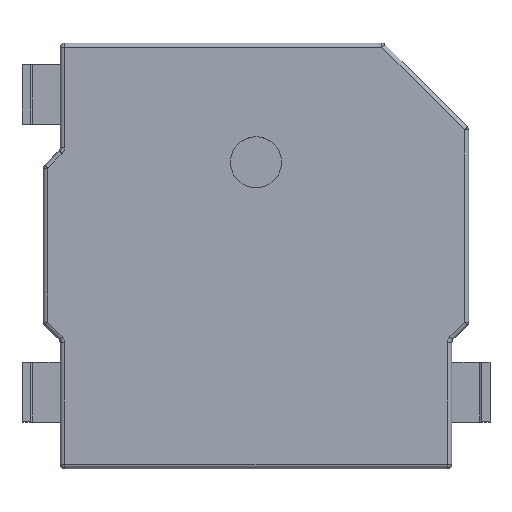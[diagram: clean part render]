
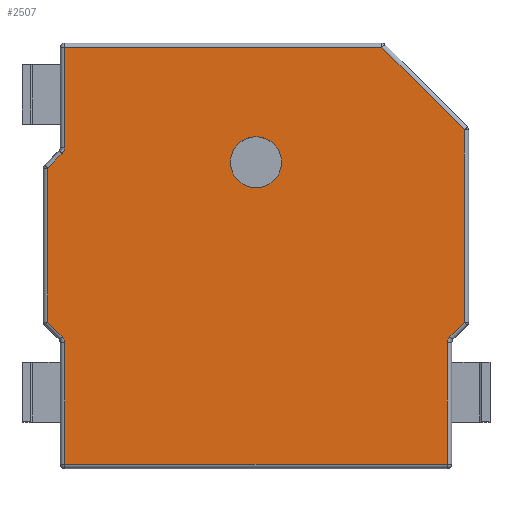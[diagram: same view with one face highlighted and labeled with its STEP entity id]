
A CAD part, top view. The second image highlights one B-rep face of the part: STEP entity #2507.
In plain terms, the highlighted planar face has unit normal (0, 0, 1).
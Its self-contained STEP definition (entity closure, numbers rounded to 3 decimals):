
#40=LINE('',#3719,#274);
#44=LINE('',#3725,#278);
#52=LINE('',#3740,#286);
#56=LINE('',#3777,#290);
#60=LINE('',#3783,#294);
#64=LINE('',#3789,#298);
#74=LINE('',#3860,#308);
#78=LINE('',#3866,#312);
#86=LINE('',#3881,#320);
#92=LINE('',#3890,#326);
#94=LINE('',#3893,#328);
#274=VECTOR('',#2989,1.429);
#278=VECTOR('',#2997,4.5);
#286=VECTOR('',#3015,1.429);
#290=VECTOR('',#3057,1.809);
#294=VECTOR('',#3065,0.241);
#298=VECTOR('',#3073,0.241);
#308=VECTOR('',#3157,1.179);
#312=VECTOR('',#3165,3.729);
#320=VECTOR('',#3183,1.373);
#326=VECTOR('',#3195,2.259);
#328=VECTOR('',#3199,0.241);
#652=PLANE('',#2742);
#716=FACE_BOUND('',#949,.T.);
#797=FACE_OUTER_BOUND('',#948,.T.);
#948=EDGE_LOOP('',(#1971,#1972,#1973,#1974,#1975,#1976,#1977,#1978,#1979,
#1980,#1981,#1982,#1983,#1984));
#949=EDGE_LOOP('',(#1985));
#1043=CIRCLE('',#2608,0.1);
#1056=CIRCLE('',#2626,0.1);
#1060=CIRCLE('',#2632,0.1);
#1113=CIRCLE('',#2743,0.3);
#1152=VERTEX_POINT('',#3631);
#1154=VERTEX_POINT('',#3635);
#1166=VERTEX_POINT('',#3667);
#1168=VERTEX_POINT('',#3671);
#1170=VERTEX_POINT('',#3679);
#1172=VERTEX_POINT('',#3683);
#1177=VERTEX_POINT('',#3698);
#1183=VERTEX_POINT('',#3712);
#1197=VERTEX_POINT('',#3765);
#1199=VERTEX_POINT('',#3770);
#1209=VERTEX_POINT('',#3820);
#1212=VERTEX_POINT('',#3827);
#1218=VERTEX_POINT('',#3841);
#1224=VERTEX_POINT('',#3855);
#1245=VERTEX_POINT('',#3954);
#1365=EDGE_CURVE('',#1154,#1152,#1043,.T.);
#1382=EDGE_CURVE('',#1168,#1166,#1056,.T.);
#1388=EDGE_CURVE('',#1172,#1170,#1060,.T.);
#1404=EDGE_CURVE('',#1183,#1172,#40,.T.);
#1408=EDGE_CURVE('',#1177,#1183,#44,.T.);
#1417=EDGE_CURVE('',#1152,#1177,#52,.T.);
#1434=EDGE_CURVE('',#1199,#1197,#56,.T.);
#1438=EDGE_CURVE('',#1170,#1199,#60,.T.);
#1442=EDGE_CURVE('',#1197,#1168,#64,.T.);
#1476=EDGE_CURVE('',#1166,#1224,#74,.T.);
#1480=EDGE_CURVE('',#1224,#1218,#78,.T.);
#1489=EDGE_CURVE('',#1218,#1212,#86,.T.);
#1495=EDGE_CURVE('',#1212,#1209,#92,.T.);
#1497=EDGE_CURVE('',#1209,#1154,#94,.T.);
#1527=EDGE_CURVE('',#1245,#1245,#1113,.T.);
#1971=ORIENTED_EDGE('',*,*,#1434,.F.);
#1972=ORIENTED_EDGE('',*,*,#1438,.F.);
#1973=ORIENTED_EDGE('',*,*,#1388,.F.);
#1974=ORIENTED_EDGE('',*,*,#1404,.F.);
#1975=ORIENTED_EDGE('',*,*,#1408,.F.);
#1976=ORIENTED_EDGE('',*,*,#1417,.F.);
#1977=ORIENTED_EDGE('',*,*,#1365,.F.);
#1978=ORIENTED_EDGE('',*,*,#1497,.F.);
#1979=ORIENTED_EDGE('',*,*,#1495,.F.);
#1980=ORIENTED_EDGE('',*,*,#1489,.F.);
#1981=ORIENTED_EDGE('',*,*,#1480,.F.);
#1982=ORIENTED_EDGE('',*,*,#1476,.F.);
#1983=ORIENTED_EDGE('',*,*,#1382,.F.);
#1984=ORIENTED_EDGE('',*,*,#1442,.F.);
#1985=ORIENTED_EDGE('',*,*,#1527,.T.);
#2507=ADVANCED_FACE('',(#797,#716),#652,.T.);
#2608=AXIS2_PLACEMENT_3D('',#3637,#2894,#2895);
#2626=AXIS2_PLACEMENT_3D('',#3673,#2934,#2935);
#2632=AXIS2_PLACEMENT_3D('',#3685,#2948,#2949);
#2742=AXIS2_PLACEMENT_3D('',#3953,#3254,#3255);
#2743=AXIS2_PLACEMENT_3D('',#3955,#3256,#3257);
#2894=DIRECTION('center_axis',(0.,0.,1.));
#2895=DIRECTION('ref_axis',(-0.924,0.383,0.));
#2934=DIRECTION('center_axis',(0.,0.,1.));
#2935=DIRECTION('ref_axis',(0.924,-0.383,0.));
#2948=DIRECTION('center_axis',(0.,0.,1.));
#2949=DIRECTION('ref_axis',(0.924,0.383,0.));
#2989=DIRECTION('',(0.,1.,0.));
#2997=DIRECTION('',(-1.,0.,0.));
#3015=DIRECTION('',(0.,-1.,0.));
#3057=DIRECTION('',(0.,1.,0.));
#3065=DIRECTION('',(-0.707,0.707,0.));
#3073=DIRECTION('',(0.707,0.707,0.));
#3157=DIRECTION('',(0.,1.,0.));
#3165=DIRECTION('',(1.,0.,0.));
#3183=DIRECTION('',(0.707,-0.707,0.));
#3195=DIRECTION('',(0.,-1.,0.));
#3199=DIRECTION('',(-0.707,-0.707,0.));
#3254=DIRECTION('center_axis',(0.,0.,1.));
#3255=DIRECTION('ref_axis',(1.,0.,0.));
#3256=DIRECTION('center_axis',(0.,0.,-1.));
#3257=DIRECTION('ref_axis',(-1.,0.,0.));
#3631=CARTESIAN_POINT('',(-5.029,-11.805,2.));
#3635=CARTESIAN_POINT('',(-4.999,-11.734,2.));
#3637=CARTESIAN_POINT('Origin',(-4.929,-11.805,2.));
#3667=CARTESIAN_POINT('',(-9.529,-9.513,2.));
#3671=CARTESIAN_POINT('',(-9.558,-9.584,2.));
#3673=CARTESIAN_POINT('Origin',(-9.629,-9.513,2.));
#3679=CARTESIAN_POINT('',(-9.558,-11.734,2.));
#3683=CARTESIAN_POINT('',(-9.529,-11.805,2.));
#3685=CARTESIAN_POINT('Origin',(-9.629,-11.805,2.));
#3698=CARTESIAN_POINT('',(-5.029,-13.234,2.));
#3712=CARTESIAN_POINT('',(-9.529,-13.234,2.));
#3719=CARTESIAN_POINT('',(-9.529,-12.066,2.));
#3725=CARTESIAN_POINT('',(-6.158,-13.234,2.));
#3740=CARTESIAN_POINT('',(-5.029,-11.316,2.));
#3765=CARTESIAN_POINT('',(-9.729,-9.755,2.));
#3770=CARTESIAN_POINT('',(-9.729,-11.563,2.));
#3777=CARTESIAN_POINT('',(-9.729,-11.216,2.));
#3783=CARTESIAN_POINT('',(-9.217,-12.075,2.));
#3789=CARTESIAN_POINT('',(-9.412,-9.438,2.));
#3820=CARTESIAN_POINT('',(-4.829,-11.563,2.));
#3827=CARTESIAN_POINT('',(-4.829,-9.305,2.));
#3841=CARTESIAN_POINT('',(-5.799,-8.334,2.));
#3855=CARTESIAN_POINT('',(-9.529,-8.334,2.));
#3860=CARTESIAN_POINT('',(-9.529,-10.191,2.));
#3866=CARTESIAN_POINT('',(-8.458,-8.334,2.));
#3881=CARTESIAN_POINT('',(-5.563,-8.571,2.));
#3890=CARTESIAN_POINT('',(-4.829,-10.066,2.));
#3893=CARTESIAN_POINT('',(-5.27,-12.005,2.));
#3953=CARTESIAN_POINT('Origin',(-7.337,-10.848,2.));
#3954=CARTESIAN_POINT('',(-6.979,-9.684,2.));
#3955=CARTESIAN_POINT('Origin',(-7.279,-9.684,2.));
